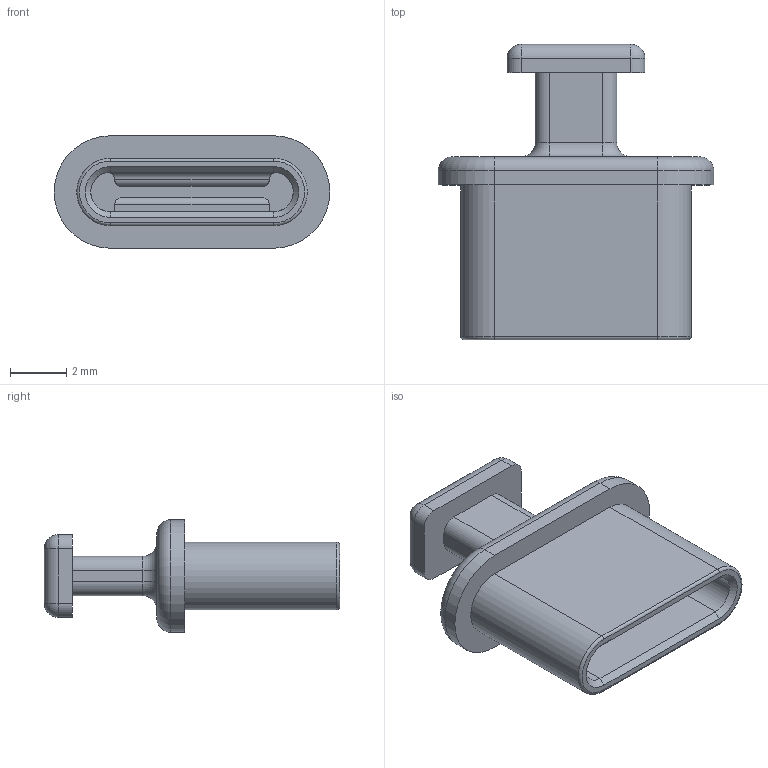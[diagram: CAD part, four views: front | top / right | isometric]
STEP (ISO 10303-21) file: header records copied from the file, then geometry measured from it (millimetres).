
FILE_DESCRIPTION(/* description */ ('Unknown'),/* implementation_level */ '2;1');
FILE_NAME(/* name */ '726144001',/* time_stamp */ '2016-11-14T12:06:38+01:00',/* author */ ('Unknown'),/* organization */ ('Unknown'),/* preprocessor_version */ 'ST-DEVELOPER v16.7',/* originating_system */ 'DEX',/* authorisation */ $);
FILE_SCHEMA (('AUTOMOTIVE_DESIGN {1 0 10303 214 3 1 1}'));
Length unit declared in the file: millimetre
Products named in the file (1): 726144001
Bounding box: 9.8 x 10.5 x 4 mm (x, y, z)
Volume: 133.8 mm3; surface area: 319.4 mm2
Topology: 1 solids, 1 shells, 78 faces, 184 edges, 108 vertices
Faces by surface type: cylinder 35, plane 27, torus 10, sphere 4, cone 2
Entity records: 2228 total; most frequent: DIRECTION 408, CARTESIAN_POINT 385, ORIENTED_EDGE 360, EDGE_CURVE 180, AXIS2_PLACEMENT_3D 155, VERTEX_POINT 108, LINE 98, VECTOR 98
